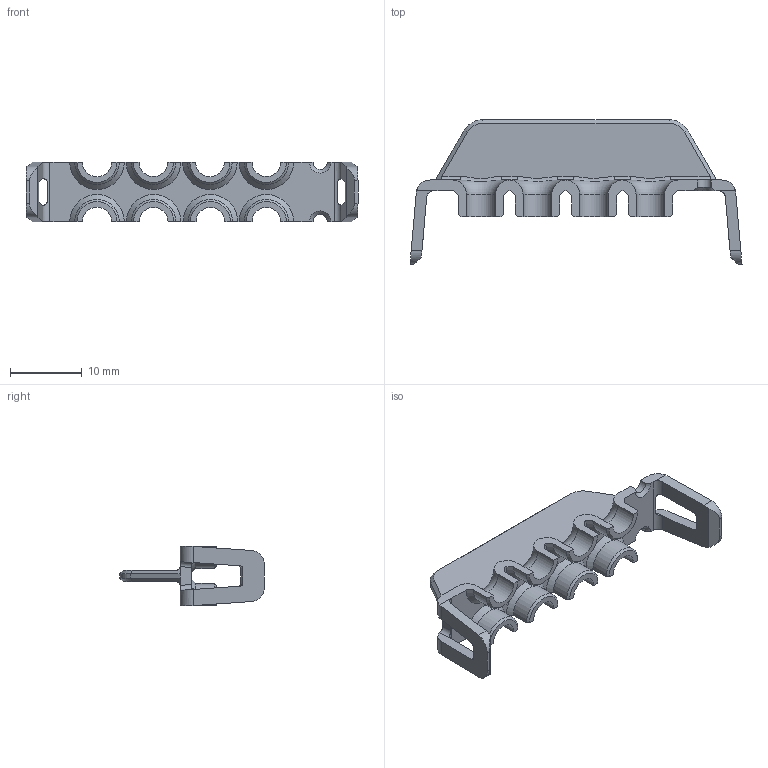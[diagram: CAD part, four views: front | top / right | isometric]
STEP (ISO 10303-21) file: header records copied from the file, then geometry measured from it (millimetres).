
FILE_DESCRIPTION((''),'2;1');
FILE_NAME('PDM-TT1_NCF_ASM','2018-04-17T09:52:41',('20077268'),(''),'CREO PARAMETRIC BY PTC INC, 2017110','CREO PARAMETRIC BY PTC INC, 2017110','');
FILE_SCHEMA(('CONFIG_CONTROL_DESIGN'));
Length unit declared in the file: millimetre
Products named in the file (2): C38-1000_NCF; PDM-TT1_NCF_ASM
Assembly tree (1 placements, depth 2):
  PDM-TT1_NCF_ASM
    C38-1000_NCF
Bounding box: 46.29 x 20.16 x 8.29 mm (x, y, z)
Volume: 1271 mm3; surface area: 2090 mm2
Topology: 1 solids, 1 shells, 146 faces, 416 edges, 268 vertices
Faces by surface type: plane 60, cylinder 48, cone 22, bspline 8, torus 8
Entity records: 5816 total; most frequent: CARTESIAN_POINT 2024, ORIENTED_EDGE 832, DIRECTION 738, EDGE_CURVE 416, VERTEX_POINT 268, AXIS2_PLACEMENT_3D 255, VECTOR 228, LINE 228
